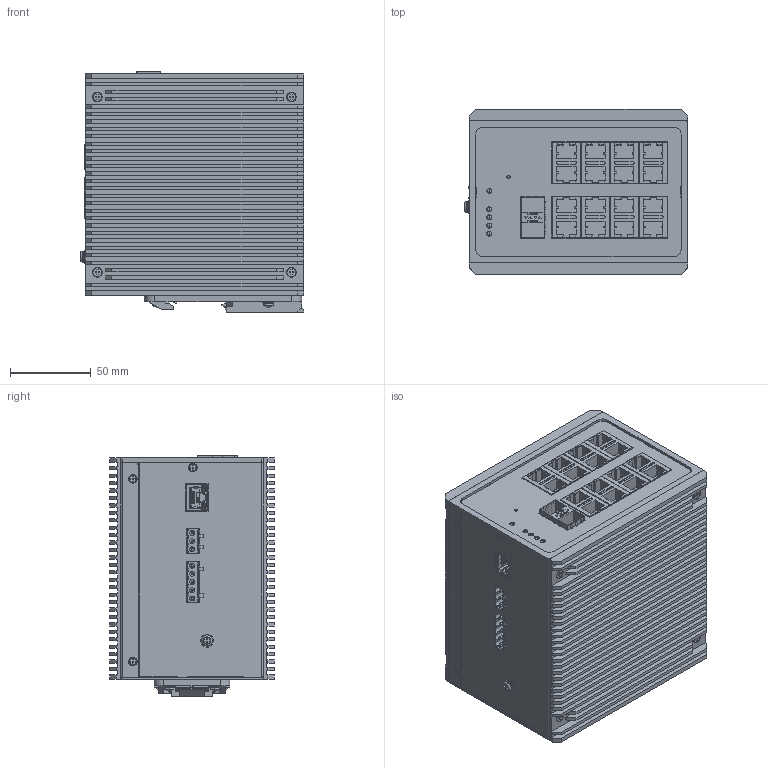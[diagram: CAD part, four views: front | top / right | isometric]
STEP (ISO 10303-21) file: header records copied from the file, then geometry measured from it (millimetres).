
FILE_DESCRIPTION((''),'2;1');
FILE_NAME('SICOM3000A_ASM_10_ASM','2023-08-17T15:43:11',('wangzixiong'),(''),'CREO PARAMETRIC BY PTC INC, 2021023','CREO PARAMETRIC BY PTC INC, 2021023','');
FILE_SCHEMA(('AUTOMOTIVE_DESIGN { 1 0 10303 214 1 1 1 1 }'));
Products named in the file (42): _3000A-8800_5; M40001_1; _SICOM3000A0001_ASM_5_ASM; _88000_1; _88000_6; _0001_ASM_1_ASM; 000_1-16941; M30001_1; _88000_ASM_1_ASM; 000_1-34389; 00_1-38579; 0002_ASM_1_ASM; M40003_1; M40004_1; M40002_ASM_1_ASM; M2-5X40001_1; M3X80001_1; 106020004-RESET_1; 102990206-1-2SFP_1; 1X40_1; 104102003-1X10_1; RJ00_1-74049; RJ00_1-91729; 00_1-92753; 00_1-93776; 100_1; 200_1; 300_1; 400_1; 500_1; 600_1; 700_1; 800_1; RJ00_1-102041; RJ0004_1; 107022111-1X1RJ45-0001_ASM_1_ASM; 107011511-5-508-JH0001_1; 107011501-3-508-JH0001_1; 1X2-RJ45__1; 3000A000_1 ...
Assembly tree (74 placements, depth 3):
  SICOM3000A_ASM_10_ASM
    _SICOM3000A0001_ASM_5_ASM
      _3000A-8800_5
      M40001_1
    _0001_ASM_1_ASM
      _88000_1
      _88000_6
    _88000_ASM_1_ASM
      000_1-16941
      M30001_1  x4
    0002_ASM_1_ASM
      000_1-34389
      00_1-38579
    M40002_ASM_1_ASM
      M40003_1
      M40004_1
    M2-5X40001_1  x13
    M3X80001_1  x4
    106020004-RESET_1
    102990206-1-2SFP_1
    1X40_1
    104102003-1X10_1
    107022111-1X1RJ45-0001_ASM_1_ASM
      RJ00_1-74049
      RJ00_1-91729
      00_1-92753
      00_1-93776
      100_1
      200_1
      300_1
      400_1
      500_1
      600_1
      700_1
      800_1
      RJ00_1-102041
      RJ0004_1
    107011511-5-508-JH0001_1
    107011501-3-508-JH0001_1
    1X2-RJ45__1  x8
    3000A000_1  x2
    M3X60001_3  x8
Bounding box: 138 x 102 x 148.9 mm (x, y, z)
Volume: 362489.9 mm3; surface area: 398219.2 mm2
Topology: 68 solids, 68 shells, 5332 faces, 14533 edges, 9542 vertices
Faces by surface type: plane 4016, cylinder 1036, cone 98, extrusion 80, bspline 50, torus 34, sphere 18
Entity records: 143921 total; most frequent: CARTESIAN_POINT 27032, ORIENTED_EDGE 22266, DIRECTION 21683, EDGE_CURVE 11133, VECTOR 8801, LINE 8777, VERTEX_POINT 7266, AXIS2_PLACEMENT_3D 6381
